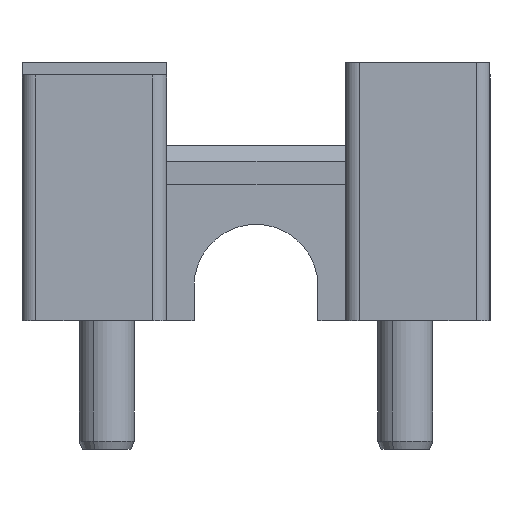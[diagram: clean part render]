
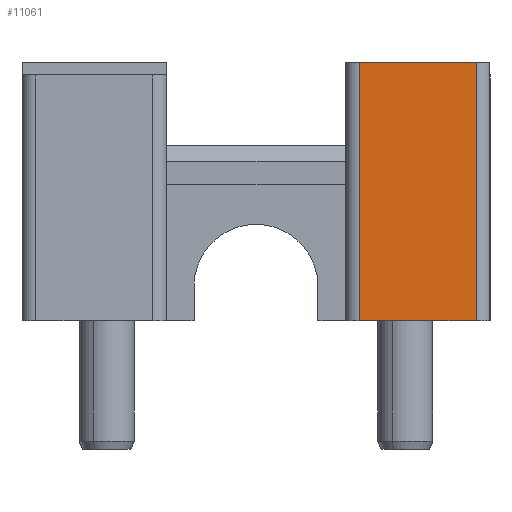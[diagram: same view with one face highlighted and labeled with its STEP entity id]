
A CAD part, left-side view. The second image highlights one B-rep face of the part: STEP entity #11061.
In plain terms, the highlighted planar face has unit normal (-1, 0, 0).
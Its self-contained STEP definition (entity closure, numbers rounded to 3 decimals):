
#11041=AXIS2_PLACEMENT_3D('Plane Axis2P3D',#11038,#11039,#11040) ;
#10681=CARTESIAN_POINT('Vertex',(0.,9.5,28.1)) ;
#10684=CARTESIAN_POINT('Line Origine',(0.,5.25,28.1)) ;
#10688=CARTESIAN_POINT('Vertex',(0.,1.,28.1)) ;
#11019=CARTESIAN_POINT('Line Origine',(0.,1.,18.725)) ;
#11023=CARTESIAN_POINT('Vertex',(0.,1.,9.35)) ;
#11038=CARTESIAN_POINT('Axis2P3D Location',(0.,24.5,9.35)) ;
#11043=CARTESIAN_POINT('Line Origine',(0.,9.5,18.725)) ;
#11047=CARTESIAN_POINT('Vertex',(0.,9.5,9.35)) ;
#11050=CARTESIAN_POINT('Line Origine',(0.,5.25,9.35)) ;
#10685=DIRECTION('Vector Direction',(0.,1.,0.)) ;
#11020=DIRECTION('Vector Direction',(0.,0.,1.)) ;
#11039=DIRECTION('Axis2P3D Direction',(1.,0.,0.)) ;
#11040=DIRECTION('Axis2P3D XDirection',(0.,1.,0.)) ;
#11044=DIRECTION('Vector Direction',(0.,0.,1.)) ;
#11051=DIRECTION('Vector Direction',(0.,1.,0.)) ;
#10686=VECTOR('Line Direction',#10685,1.) ;
#11021=VECTOR('Line Direction',#11020,1.) ;
#11045=VECTOR('Line Direction',#11044,1.) ;
#11052=VECTOR('Line Direction',#11051,1.) ;
#11056=ORIENTED_EDGE('',*,*,#11049,.F.) ;
#11057=ORIENTED_EDGE('',*,*,#11054,.T.) ;
#11058=ORIENTED_EDGE('',*,*,#11025,.T.) ;
#11059=ORIENTED_EDGE('',*,*,#10690,.F.) ;
#11061=ADVANCED_FACE('Hauptkoerper',(#11060),#11042,.F.) ;
#10690=EDGE_CURVE('',#10682,#10689,#10687,.F.) ;
#11025=EDGE_CURVE('',#11024,#10689,#11022,.T.) ;
#11049=EDGE_CURVE('',#11048,#10682,#11046,.T.) ;
#11054=EDGE_CURVE('',#11048,#11024,#11053,.F.) ;
#11055=EDGE_LOOP('',(#11056,#11057,#11058,#11059)) ;
#11060=FACE_OUTER_BOUND('',#11055,.T.) ;
#10687=LINE('Line',#10684,#10686) ;
#11022=LINE('Line',#11019,#11021) ;
#11046=LINE('Line',#11043,#11045) ;
#11053=LINE('Line',#11050,#11052) ;
#11042=PLANE('',#11041) ;
#10682=VERTEX_POINT('',#10681) ;
#10689=VERTEX_POINT('',#10688) ;
#11024=VERTEX_POINT('',#11023) ;
#11048=VERTEX_POINT('',#11047) ;
